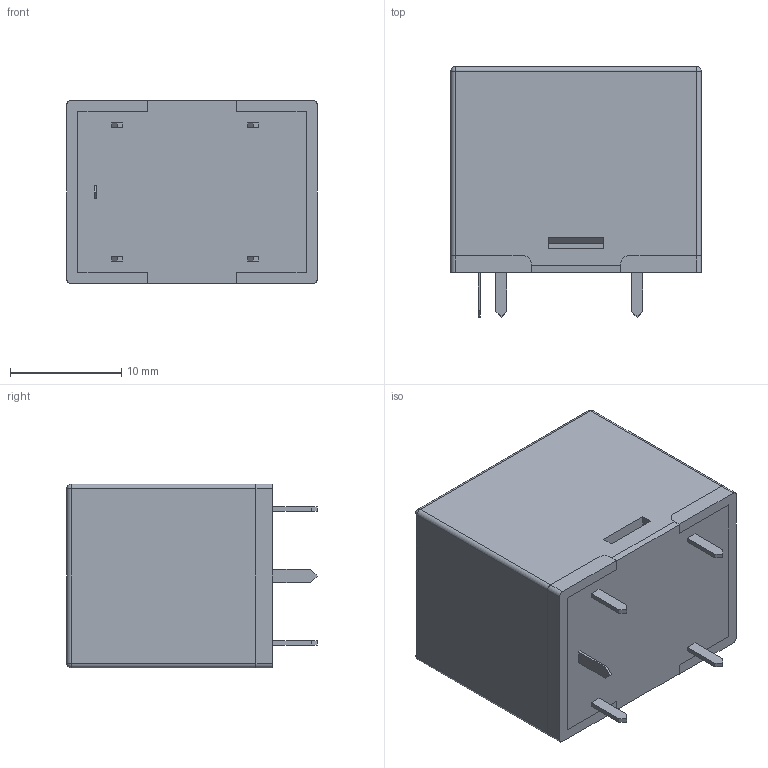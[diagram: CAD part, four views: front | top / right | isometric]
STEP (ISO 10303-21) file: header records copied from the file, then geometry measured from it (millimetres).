
FILE_DESCRIPTION(('CAx-IF Rec.Pracs.---Model Styling and Organization---1.5---2016-08-15','CAx-IF Rec.Pracs.---Geometric and Assembly Validation Properties---4.4---2016-08-17','CAx-IF Rec.Pracs.---User Defined Attributes---1.5---2016-08-15','CAx-IF Rec.Pracs.---External References---2.1---2005-01-19'),'2;1');
FILE_NAME('480300.step','2023-12-14T19:18:38',('Unspecified'),('Unspecified'),'CAD Exchanger 3.10.2 (cadexchanger.com)','Unspecified','');
FILE_SCHEMA(('AUTOMOTIVE_DESIGN { 1 0 10303 214 1 1 1 1 }'));
Length unit declared in the file: millimetre
Products named in the file (2): G5LE-1-DC5
Bounding box: 22.5 x 22.5 x 16.5 mm (x, y, z)
Volume: 6850.8 mm3; surface area: 2541.3 mm2
Topology: 3 solids, 3 shells, 106 faces, 271 edges, 174 vertices
Faces by surface type: plane 82, cylinder 20, sphere 4
Entity records: 3993 total; most frequent: CARTESIAN_POINT 548, ORIENTED_EDGE 534, DIRECTION 521, EDGE_CURVE 267, LINE 227, VECTOR 227, VERTEX_POINT 174, AXIS2_PLACEMENT_3D 147
